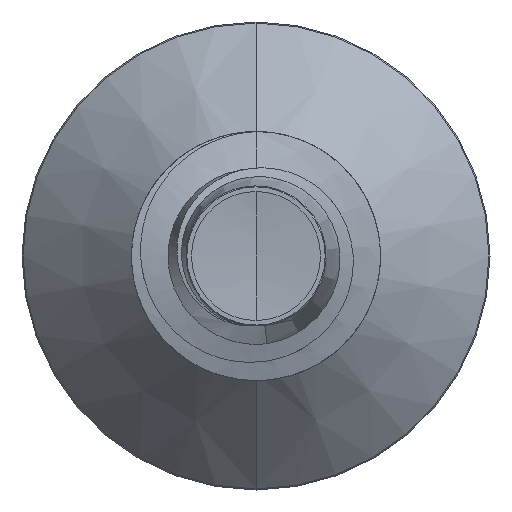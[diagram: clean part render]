
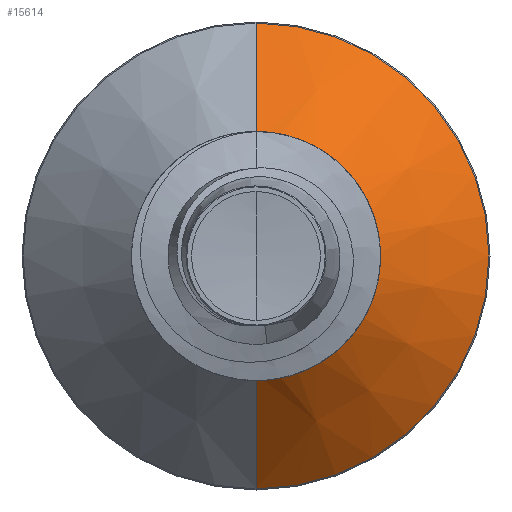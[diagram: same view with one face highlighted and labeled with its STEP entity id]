
A CAD part, front view. The second image highlights one B-rep face of the part: STEP entity #15614.
In plain terms, the highlighted conical face has half-angle 45 degrees and reference radius 1.189 mm.
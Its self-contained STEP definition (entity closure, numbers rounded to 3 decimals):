
#202 = ORIENTED_EDGE ( 'NONE', *, *, #12668, .T. ) ;
#363 = VECTOR ( 'NONE', #8084, 1000. ) ;
#584 = LINE ( 'NONE', #4094, #12519 ) ;
#599 = CIRCLE ( 'NONE', #13746, 1.189 ) ;
#1343 = CARTESIAN_POINT ( 'NONE',  ( 0., 9.289, -1.189 ) ) ;
#1548 = DIRECTION ( 'NONE',  ( 0., 0., 1. ) ) ;
#1576 = DIRECTION ( 'NONE',  ( 0., 1., 0. ) ) ;
#1599 = CARTESIAN_POINT ( 'NONE',  ( 0., 9.289, 0. ) ) ;
#1733 = CARTESIAN_POINT ( 'NONE',  ( 0., 10.439, -2.339 ) ) ;
#1915 = AXIS2_PLACEMENT_3D ( 'NONE', #8405, #8400, #8376 ) ;
#2857 = FACE_OUTER_BOUND ( 'NONE', #16153, .T. ) ;
#4073 = DIRECTION ( 'NONE',  ( 0., 0.707, -0.707 ) ) ;
#4094 = CARTESIAN_POINT ( 'NONE',  ( 0., 9.289, -1.189 ) ) ;
#4134 = VERTEX_POINT ( 'NONE', #1343 ) ;
#4540 = ORIENTED_EDGE ( 'NONE', *, *, #8833, .F. ) ;
#4689 = LINE ( 'NONE', #8188, #363 ) ;
#5226 = VERTEX_POINT ( 'NONE', #11844 ) ;
#5693 = VERTEX_POINT ( 'NONE', #15113 ) ;
#8084 = DIRECTION ( 'NONE',  ( 0., 0.707, 0.707 ) ) ;
#8166 = ORIENTED_EDGE ( 'NONE', *, *, #14425, .T. ) ;
#8188 = CARTESIAN_POINT ( 'NONE',  ( 0., 9.289, 1.189 ) ) ;
#8376 = DIRECTION ( 'NONE',  ( 0., 0., 1. ) ) ;
#8400 = DIRECTION ( 'NONE',  ( 0., 1., 0. ) ) ;
#8405 = CARTESIAN_POINT ( 'NONE',  ( 0., 10.439, 0. ) ) ;
#8833 = EDGE_CURVE ( 'NONE', #5226, #5693, #4689, .T. ) ;
#10909 = CIRCLE ( 'NONE', #1915, 2.339 ) ;
#11844 = CARTESIAN_POINT ( 'NONE',  ( 0., 9.289, 1.189 ) ) ;
#12186 = ORIENTED_EDGE ( 'NONE', *, *, #17575, .F. ) ;
#12519 = VECTOR ( 'NONE', #4073, 1000. ) ;
#12627 = VERTEX_POINT ( 'NONE', #1733 ) ;
#12668 = EDGE_CURVE ( 'NONE', #5226, #4134, #599, .T. ) ;
#13746 = AXIS2_PLACEMENT_3D ( 'NONE', #1599, #1576, #1548 ) ;
#14241 = CARTESIAN_POINT ( 'NONE',  ( 0., 9.289, 0. ) ) ;
#14347 = DIRECTION ( 'NONE',  ( 0., 1., 0. ) ) ;
#14369 = DIRECTION ( 'NONE',  ( 0., 0., 1. ) ) ;
#14425 = EDGE_CURVE ( 'NONE', #4134, #12627, #584, .T. ) ;
#15113 = CARTESIAN_POINT ( 'NONE',  ( 0., 10.439, 2.339 ) ) ;
#15614 = ADVANCED_FACE ( 'NONE', ( #2857 ), #17057, .T. ) ;
#15629 = AXIS2_PLACEMENT_3D ( 'NONE', #14241, #14347, #14369 ) ;
#16153 = EDGE_LOOP ( 'NONE', ( #202, #8166, #12186, #4540 ) ) ;
#17057 = CONICAL_SURFACE ( 'NONE', #15629, 1.189, 0.785 ) ;
#17575 = EDGE_CURVE ( 'NONE', #5693, #12627, #10909, .T. ) ;
